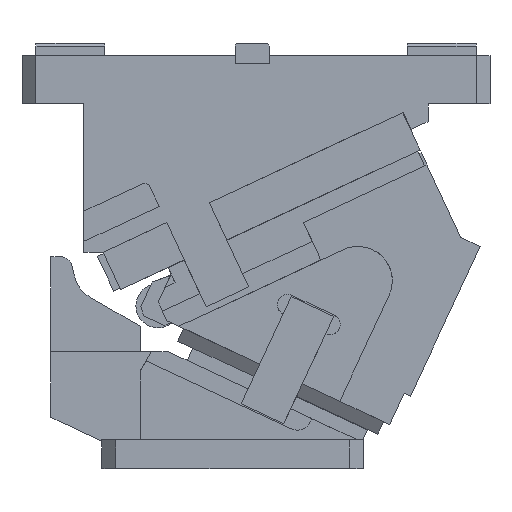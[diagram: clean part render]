
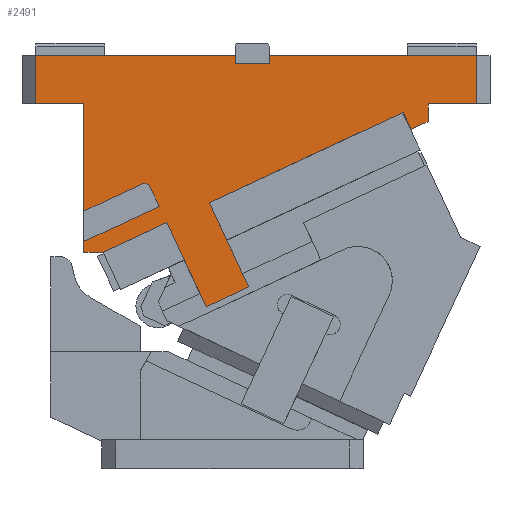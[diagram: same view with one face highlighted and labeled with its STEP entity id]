
A CAD part, front view. The second image highlights one B-rep face of the part: STEP entity #2491.
In plain terms, the highlighted planar face has unit normal (0, -1, 0).
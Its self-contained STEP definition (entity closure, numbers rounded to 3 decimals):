
#840=CARTESIAN_POINT('Line Origine',(45.,-100.,-138.846)) ;
#844=CARTESIAN_POINT('Vertex',(45.,-100.,-134.938)) ;
#846=CARTESIAN_POINT('Vertex',(45.,-100.,-142.754)) ;
#867=CARTESIAN_POINT('Vertex',(45.,-100.,-112.871)) ;
#870=CARTESIAN_POINT('Line Origine',(45.,-100.,-73.935)) ;
#874=CARTESIAN_POINT('Vertex',(45.,-100.,-35.)) ;
#1035=CARTESIAN_POINT('Line Origine',(27.5,-100.,-35.)) ;
#1039=CARTESIAN_POINT('Vertex',(10.,-100.,-35.)) ;
#1184=CARTESIAN_POINT('Vertex',(10.,-100.,0.)) ;
#1187=CARTESIAN_POINT('Line Origine',(82.416,-100.,0.)) ;
#1191=CARTESIAN_POINT('Vertex',(154.831,-100.,0.)) ;
#1588=CARTESIAN_POINT('Vertex',(179.831,-100.,0.)) ;
#1591=CARTESIAN_POINT('Line Origine',(254.916,-100.,0.)) ;
#1595=CARTESIAN_POINT('Vertex',(330.,-100.,0.)) ;
#1805=CARTESIAN_POINT('Vertex',(295.,-100.,-35.)) ;
#1819=CARTESIAN_POINT('Vertex',(330.,-100.,-35.)) ;
#1822=CARTESIAN_POINT('Line Origine',(312.5,-100.,-35.)) ;
#1877=CARTESIAN_POINT('Line Origine',(295.,-100.,-41.403)) ;
#1881=CARTESIAN_POINT('Vertex',(295.,-100.,-47.807)) ;
#1905=CARTESIAN_POINT('Vertex',(282.721,-100.,-53.533)) ;
#1908=CARTESIAN_POINT('Line Origine',(288.86,-100.,-50.67)) ;
#1925=CARTESIAN_POINT('Line Origine',(279.829,-100.,-47.33)) ;
#1929=CARTESIAN_POINT('Vertex',(276.937,-100.,-41.128)) ;
#1944=CARTESIAN_POINT('Line Origine',(206.471,-100.,-73.987)) ;
#1948=CARTESIAN_POINT('Vertex',(136.006,-100.,-106.846)) ;
#2227=CARTESIAN_POINT('Line Origine',(52.,-100.,-142.754)) ;
#2231=CARTESIAN_POINT('Vertex',(59.,-100.,-142.754)) ;
#2379=CARTESIAN_POINT('Axis2P3D Location',(340.,-100.,-35.)) ;
#2384=CARTESIAN_POINT('Line Origine',(330.,-100.,-17.5)) ;
#2389=CARTESIAN_POINT('Line Origine',(179.831,-100.,-3.)) ;
#2393=CARTESIAN_POINT('Vertex',(179.831,-100.,-6.)) ;
#2396=CARTESIAN_POINT('Line Origine',(167.331,-100.,-6.)) ;
#2400=CARTESIAN_POINT('Vertex',(154.831,-100.,-6.)) ;
#2403=CARTESIAN_POINT('Line Origine',(154.831,-100.,-3.)) ;
#2408=CARTESIAN_POINT('Line Origine',(10.,-100.,-17.5)) ;
#2413=CARTESIAN_POINT('Line Origine',(65.857,-100.,-103.145)) ;
#2417=CARTESIAN_POINT('Vertex',(86.714,-100.,-93.419)) ;
#2420=CARTESIAN_POINT('Axis2P3D Location',(88.827,-100.,-97.951)) ;
#2424=CARTESIAN_POINT('Vertex',(93.358,-100.,-95.838)) ;
#2427=CARTESIAN_POINT('Line Origine',(96.528,-100.,-102.635)) ;
#2431=CARTESIAN_POINT('Vertex',(99.697,-100.,-109.433)) ;
#2434=CARTESIAN_POINT('Line Origine',(72.349,-100.,-122.185)) ;
#2439=CARTESIAN_POINT('Line Origine',(82.096,-100.,-131.984)) ;
#2443=CARTESIAN_POINT('Vertex',(105.192,-100.,-121.215)) ;
#2446=CARTESIAN_POINT('Line Origine',(119.455,-100.,-151.802)) ;
#2450=CARTESIAN_POINT('Vertex',(133.718,-100.,-182.39)) ;
#2453=CARTESIAN_POINT('Line Origine',(149.125,-100.,-175.206)) ;
#2457=CARTESIAN_POINT('Vertex',(164.533,-100.,-168.021)) ;
#2460=CARTESIAN_POINT('Line Origine',(150.269,-100.,-137.433)) ;
#841=DIRECTION('Vector Direction',(0.,0.,-1.)) ;
#871=DIRECTION('Vector Direction',(0.,0.,-1.)) ;
#1036=DIRECTION('Vector Direction',(-1.,0.,0.)) ;
#1188=DIRECTION('Vector Direction',(-1.,0.,0.)) ;
#1592=DIRECTION('Vector Direction',(-1.,0.,0.)) ;
#1823=DIRECTION('Vector Direction',(-1.,0.,0.)) ;
#1878=DIRECTION('Vector Direction',(0.,0.,-1.)) ;
#1909=DIRECTION('Vector Direction',(-0.906,0.,-0.423)) ;
#1926=DIRECTION('Vector Direction',(0.423,0.,-0.906)) ;
#1945=DIRECTION('Vector Direction',(-0.906,0.,-0.423)) ;
#2228=DIRECTION('Vector Direction',(1.,0.,0.)) ;
#2380=DIRECTION('Axis2P3D Direction',(0.,1.,0.)) ;
#2381=DIRECTION('Axis2P3D XDirection',(-1.,0.,0.)) ;
#2385=DIRECTION('Vector Direction',(0.,0.,1.)) ;
#2390=DIRECTION('Vector Direction',(0.,0.,1.)) ;
#2397=DIRECTION('Vector Direction',(1.,0.,0.)) ;
#2404=DIRECTION('Vector Direction',(0.,0.,1.)) ;
#2409=DIRECTION('Vector Direction',(0.,0.,-1.)) ;
#2414=DIRECTION('Vector Direction',(-0.906,0.,-0.423)) ;
#2421=DIRECTION('Axis2P3D Direction',(0.,1.,0.)) ;
#2428=DIRECTION('Vector Direction',(-0.423,0.,0.906)) ;
#2435=DIRECTION('Vector Direction',(0.906,0.,0.423)) ;
#2440=DIRECTION('Vector Direction',(0.906,0.,0.423)) ;
#2447=DIRECTION('Vector Direction',(-0.423,0.,0.906)) ;
#2454=DIRECTION('Vector Direction',(0.906,0.,0.423)) ;
#2461=DIRECTION('Vector Direction',(-0.423,0.,0.906)) ;
#2382=AXIS2_PLACEMENT_3D('Plane Axis2P3D',#2379,#2380,#2381) ;
#2422=AXIS2_PLACEMENT_3D('Circle Axis2P3D',#2420,#2421,$) ;
#2466=ORIENTED_EDGE('',*,*,#1950,.T.) ;
#2467=ORIENTED_EDGE('',*,*,#1931,.T.) ;
#2468=ORIENTED_EDGE('',*,*,#1912,.F.) ;
#2469=ORIENTED_EDGE('',*,*,#1883,.F.) ;
#2470=ORIENTED_EDGE('',*,*,#1826,.F.) ;
#2471=ORIENTED_EDGE('',*,*,#2388,.T.) ;
#2472=ORIENTED_EDGE('',*,*,#1597,.T.) ;
#2473=ORIENTED_EDGE('',*,*,#2395,.F.) ;
#2474=ORIENTED_EDGE('',*,*,#2402,.F.) ;
#2475=ORIENTED_EDGE('',*,*,#2407,.T.) ;
#2476=ORIENTED_EDGE('',*,*,#1193,.T.) ;
#2477=ORIENTED_EDGE('',*,*,#2412,.T.) ;
#2478=ORIENTED_EDGE('',*,*,#1041,.F.) ;
#2479=ORIENTED_EDGE('',*,*,#876,.T.) ;
#2480=ORIENTED_EDGE('',*,*,#2419,.F.) ;
#2481=ORIENTED_EDGE('',*,*,#2426,.T.) ;
#2482=ORIENTED_EDGE('',*,*,#2433,.F.) ;
#2483=ORIENTED_EDGE('',*,*,#2438,.F.) ;
#2484=ORIENTED_EDGE('',*,*,#848,.T.) ;
#2485=ORIENTED_EDGE('',*,*,#2233,.T.) ;
#2486=ORIENTED_EDGE('',*,*,#2445,.T.) ;
#2487=ORIENTED_EDGE('',*,*,#2452,.F.) ;
#2488=ORIENTED_EDGE('',*,*,#2459,.T.) ;
#2489=ORIENTED_EDGE('',*,*,#2464,.T.) ;
#842=VECTOR('Line Direction',#841,1.) ;
#872=VECTOR('Line Direction',#871,1.) ;
#1037=VECTOR('Line Direction',#1036,1.) ;
#1189=VECTOR('Line Direction',#1188,1.) ;
#1593=VECTOR('Line Direction',#1592,1.) ;
#1824=VECTOR('Line Direction',#1823,1.) ;
#1879=VECTOR('Line Direction',#1878,1.) ;
#1910=VECTOR('Line Direction',#1909,1.) ;
#1927=VECTOR('Line Direction',#1926,1.) ;
#1946=VECTOR('Line Direction',#1945,1.) ;
#2229=VECTOR('Line Direction',#2228,1.) ;
#2386=VECTOR('Line Direction',#2385,1.) ;
#2391=VECTOR('Line Direction',#2390,1.) ;
#2398=VECTOR('Line Direction',#2397,1.) ;
#2405=VECTOR('Line Direction',#2404,1.) ;
#2410=VECTOR('Line Direction',#2409,1.) ;
#2415=VECTOR('Line Direction',#2414,1.) ;
#2429=VECTOR('Line Direction',#2428,1.) ;
#2436=VECTOR('Line Direction',#2435,1.) ;
#2441=VECTOR('Line Direction',#2440,1.) ;
#2448=VECTOR('Line Direction',#2447,1.) ;
#2455=VECTOR('Line Direction',#2454,1.) ;
#2462=VECTOR('Line Direction',#2461,1.) ;
#2491=ADVANCED_FACE('CAM HOLDER',(#2490),#2383,.F.) ;
#2423=CIRCLE('generated circle',#2422,5.) ;
#848=EDGE_CURVE('',#845,#847,#843,.T.) ;
#876=EDGE_CURVE('',#875,#868,#873,.T.) ;
#1041=EDGE_CURVE('',#875,#1040,#1038,.T.) ;
#1193=EDGE_CURVE('',#1192,#1185,#1190,.T.) ;
#1597=EDGE_CURVE('',#1596,#1589,#1594,.T.) ;
#1826=EDGE_CURVE('',#1820,#1806,#1825,.T.) ;
#1883=EDGE_CURVE('',#1806,#1882,#1880,.T.) ;
#1912=EDGE_CURVE('',#1882,#1906,#1911,.T.) ;
#1931=EDGE_CURVE('',#1930,#1906,#1928,.T.) ;
#1950=EDGE_CURVE('',#1949,#1930,#1947,.F.) ;
#2233=EDGE_CURVE('',#847,#2232,#2230,.T.) ;
#2388=EDGE_CURVE('',#1820,#1596,#2387,.T.) ;
#2395=EDGE_CURVE('',#2394,#1589,#2392,.T.) ;
#2402=EDGE_CURVE('',#2401,#2394,#2399,.T.) ;
#2407=EDGE_CURVE('',#2401,#1192,#2406,.T.) ;
#2412=EDGE_CURVE('',#1185,#1040,#2411,.T.) ;
#2419=EDGE_CURVE('',#2418,#868,#2416,.T.) ;
#2426=EDGE_CURVE('',#2418,#2425,#2423,.T.) ;
#2433=EDGE_CURVE('',#2432,#2425,#2430,.T.) ;
#2438=EDGE_CURVE('',#845,#2432,#2437,.T.) ;
#2445=EDGE_CURVE('',#2232,#2444,#2442,.T.) ;
#2452=EDGE_CURVE('',#2451,#2444,#2449,.T.) ;
#2459=EDGE_CURVE('',#2451,#2458,#2456,.T.) ;
#2464=EDGE_CURVE('',#2458,#1949,#2463,.T.) ;
#2465=EDGE_LOOP('',(#2466,#2467,#2468,#2469,#2470,#2471,#2472,#2473,#2474,#2475,#2476,#2477,#2478,#2479,#2480,#2481,#2482,#2483,#2484,#2485,#2486,#2487,#2488,#2489)) ;
#2490=FACE_OUTER_BOUND('',#2465,.T.) ;
#843=LINE('Line',#840,#842) ;
#873=LINE('Line',#870,#872) ;
#1038=LINE('Line',#1035,#1037) ;
#1190=LINE('Line',#1187,#1189) ;
#1594=LINE('Line',#1591,#1593) ;
#1825=LINE('Line',#1822,#1824) ;
#1880=LINE('Line',#1877,#1879) ;
#1911=LINE('Line',#1908,#1910) ;
#1928=LINE('Line',#1925,#1927) ;
#1947=LINE('Line',#1944,#1946) ;
#2230=LINE('Line',#2227,#2229) ;
#2387=LINE('Line',#2384,#2386) ;
#2392=LINE('Line',#2389,#2391) ;
#2399=LINE('Line',#2396,#2398) ;
#2406=LINE('Line',#2403,#2405) ;
#2411=LINE('Line',#2408,#2410) ;
#2416=LINE('Line',#2413,#2415) ;
#2430=LINE('Line',#2427,#2429) ;
#2437=LINE('Line',#2434,#2436) ;
#2442=LINE('Line',#2439,#2441) ;
#2449=LINE('Line',#2446,#2448) ;
#2456=LINE('Line',#2453,#2455) ;
#2463=LINE('Line',#2460,#2462) ;
#2383=PLANE('Plane',#2382) ;
#845=VERTEX_POINT('',#844) ;
#847=VERTEX_POINT('',#846) ;
#868=VERTEX_POINT('',#867) ;
#875=VERTEX_POINT('',#874) ;
#1040=VERTEX_POINT('',#1039) ;
#1185=VERTEX_POINT('',#1184) ;
#1192=VERTEX_POINT('',#1191) ;
#1589=VERTEX_POINT('',#1588) ;
#1596=VERTEX_POINT('',#1595) ;
#1806=VERTEX_POINT('',#1805) ;
#1820=VERTEX_POINT('',#1819) ;
#1882=VERTEX_POINT('',#1881) ;
#1906=VERTEX_POINT('',#1905) ;
#1930=VERTEX_POINT('',#1929) ;
#1949=VERTEX_POINT('',#1948) ;
#2232=VERTEX_POINT('',#2231) ;
#2394=VERTEX_POINT('',#2393) ;
#2401=VERTEX_POINT('',#2400) ;
#2418=VERTEX_POINT('',#2417) ;
#2425=VERTEX_POINT('',#2424) ;
#2432=VERTEX_POINT('',#2431) ;
#2444=VERTEX_POINT('',#2443) ;
#2451=VERTEX_POINT('',#2450) ;
#2458=VERTEX_POINT('',#2457) ;
